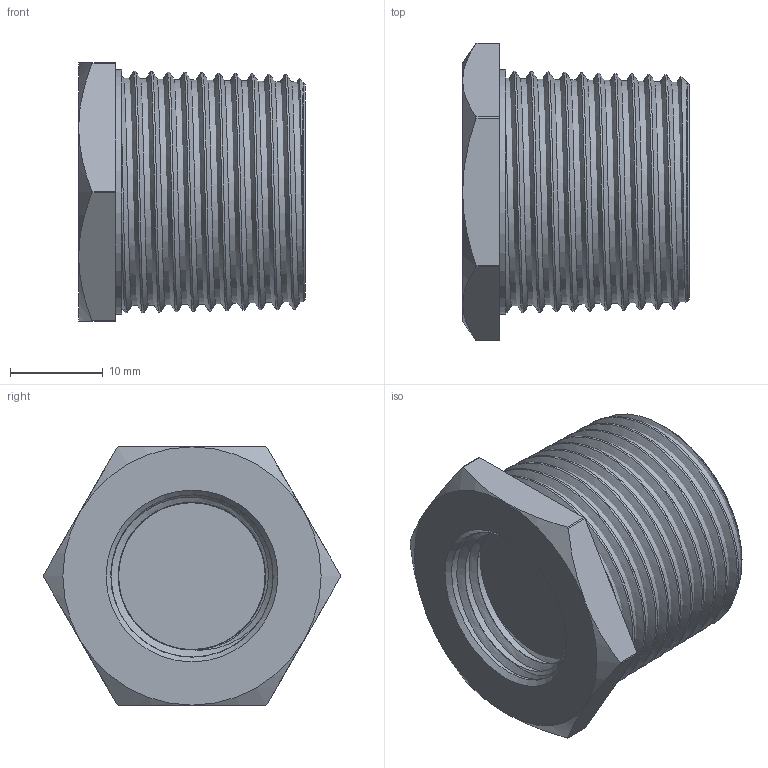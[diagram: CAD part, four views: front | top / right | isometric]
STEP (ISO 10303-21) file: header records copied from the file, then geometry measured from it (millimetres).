
FILE_DESCRIPTION(/* description */ ('Reduzierung NPT 3/4" x 1/2"'),/* implementation_level */ '2;1');
FILE_NAME(/* name */ 'RX744889-RST.stp',/* time_stamp */ '2021-08-31T10:50:54+02:00',/* author */ ('sl'),/* organization */ (''),/* preprocessor_version */ 'ST-DEVELOPER v16.5',/* originating_system */ 'Autodesk Inventor 2017',/* authorisation */ '');
FILE_SCHEMA (('AUTOMOTIVE_DESIGN { 1 0 10303 214 3 1 1 }'));
Length unit declared in the file: millimetre
Products named in the file (1): RX744884
Bounding box: 24.5 x 32.12 x 27.9 mm (x, y, z)
Volume: 7230.1 mm3; surface area: 8582.6 mm2
Topology: 2 solids, 2 shells, 39 faces, 92 edges, 56 vertices
Faces by surface type: cone 14, plane 10, bspline 8, cylinder 7
Full cylindrical faces by diameter (mm): 26.45 x1
Entity records: 7270 total; most frequent: CARTESIAN_POINT 6475, ORIENTED_EDGE 166, DIRECTION 142, EDGE_CURVE 81, AXIS2_PLACEMENT_3D 62, VERTEX_POINT 51, EDGE_LOOP 47, FACE_OUTER_BOUND 39
